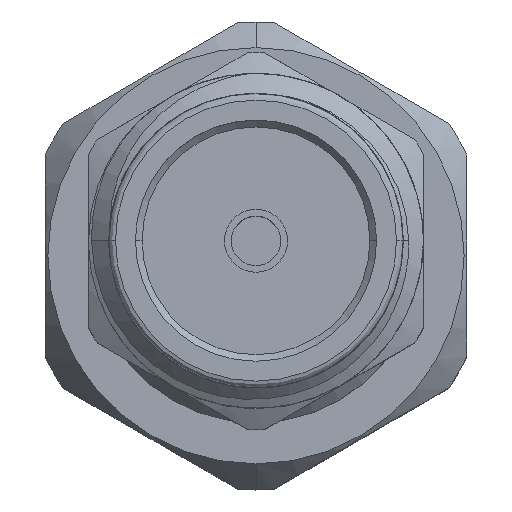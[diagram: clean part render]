
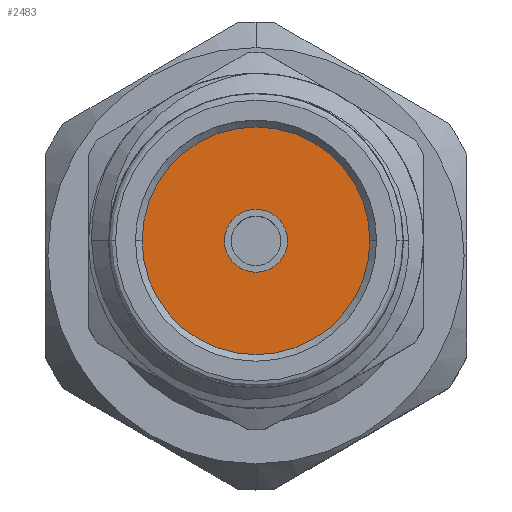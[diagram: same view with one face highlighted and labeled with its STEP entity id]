
A CAD part, top view. The second image highlights one B-rep face of the part: STEP entity #2483.
In plain terms, the highlighted face is planar.
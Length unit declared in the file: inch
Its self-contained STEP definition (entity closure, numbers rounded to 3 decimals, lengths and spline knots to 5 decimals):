
#30 = CARTESIAN_POINT ( 'NONE',  ( 0.075, 0., 0. ) ) ;
#229 = DIRECTION ( 'NONE',  ( 0., 0., 1. ) ) ;
#245 = ORIENTED_EDGE ( 'NONE', *, *, #319, .T. ) ;
#319 = EDGE_CURVE ( 'NONE', #475, #4337, #6484, .T. ) ;
#365 = EDGE_CURVE ( 'NONE', #7410, #1799, #5040, .T. ) ;
#475 = VERTEX_POINT ( 'NONE', #1290 ) ;
#487 = AXIS2_PLACEMENT_3D ( 'NONE', #7061, #6477, #3468 ) ;
#758 = DIRECTION ( 'NONE',  ( -1., 0., 0. ) ) ;
#1013 = CIRCLE ( 'NONE', #487, 0.085 ) ;
#1290 = CARTESIAN_POINT ( 'NONE',  ( 0.075, 0., -0.085 ) ) ;
#1360 = EDGE_CURVE ( 'NONE', #4337, #475, #1013, .T. ) ;
#1394 = EDGE_LOOP ( 'NONE', ( #4582, #245 ) ) ;
#1528 = CARTESIAN_POINT ( 'NONE',  ( 0.075, 0., 0. ) ) ;
#1799 = VERTEX_POINT ( 'NONE', #4568 ) ;
#2138 = AXIS2_PLACEMENT_3D ( 'NONE', #7822, #5448, #3543 ) ;
#2483 = ADVANCED_FACE ( 'NONE', ( #2733, #5875 ), #7613, .T. ) ;
#2733 = FACE_BOUND ( 'NONE', #6647, .T. ) ;
#2967 = CIRCLE ( 'NONE', #7428, 0.0235 ) ;
#3468 = DIRECTION ( 'NONE',  ( 0., 0., 1. ) ) ;
#3543 = DIRECTION ( 'NONE',  ( 0., 0., 1. ) ) ;
#3827 = CARTESIAN_POINT ( 'NONE',  ( 0.075, 0., 0. ) ) ;
#4337 = VERTEX_POINT ( 'NONE', #4538 ) ;
#4416 = ORIENTED_EDGE ( 'NONE', *, *, #7520, .F. ) ;
#4492 = DIRECTION ( 'NONE',  ( 0., 0., 1. ) ) ;
#4538 = CARTESIAN_POINT ( 'NONE',  ( 0.075, 0., 0.085 ) ) ;
#4568 = CARTESIAN_POINT ( 'NONE',  ( 0.075, 0., 0.0235 ) ) ;
#4582 = ORIENTED_EDGE ( 'NONE', *, *, #1360, .T. ) ;
#4747 = CARTESIAN_POINT ( 'NONE',  ( 0.075, 0., -0.0235 ) ) ;
#4909 = DIRECTION ( 'NONE',  ( 0., 0., 1. ) ) ;
#5032 = DIRECTION ( 'NONE',  ( -1., 0., 0. ) ) ;
#5040 = CIRCLE ( 'NONE', #2138, 0.0235 ) ;
#5448 = DIRECTION ( 'NONE',  ( -1., 0., 0. ) ) ;
#5875 = FACE_OUTER_BOUND ( 'NONE', #1394, .T. ) ;
#6142 = ORIENTED_EDGE ( 'NONE', *, *, #365, .F. ) ;
#6367 = DIRECTION ( 'NONE',  ( -1., 0., 0. ) ) ;
#6384 = AXIS2_PLACEMENT_3D ( 'NONE', #3827, #6367, #4492 ) ;
#6477 = DIRECTION ( 'NONE',  ( -1., 0., 0. ) ) ;
#6484 = CIRCLE ( 'NONE', #6624, 0.085 ) ;
#6624 = AXIS2_PLACEMENT_3D ( 'NONE', #1528, #758, #229 ) ;
#6647 = EDGE_LOOP ( 'NONE', ( #4416, #6142 ) ) ;
#7061 = CARTESIAN_POINT ( 'NONE',  ( 0.075, 0., 0. ) ) ;
#7410 = VERTEX_POINT ( 'NONE', #4747 ) ;
#7428 = AXIS2_PLACEMENT_3D ( 'NONE', #30, #5032, #4909 ) ;
#7520 = EDGE_CURVE ( 'NONE', #1799, #7410, #2967, .T. ) ;
#7613 = PLANE ( 'NONE',  #6384 ) ;
#7822 = CARTESIAN_POINT ( 'NONE',  ( 0.075, 0., 0. ) ) ;
